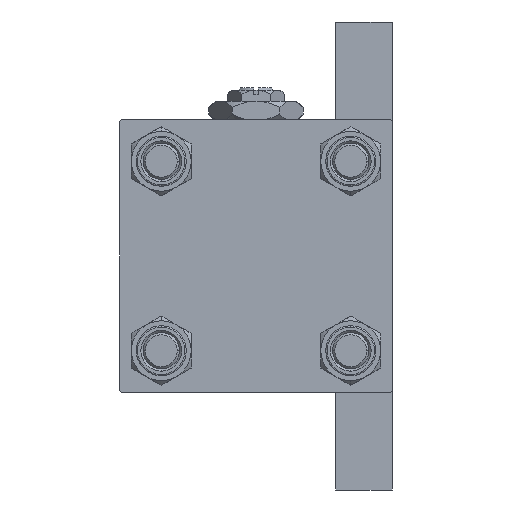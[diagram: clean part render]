
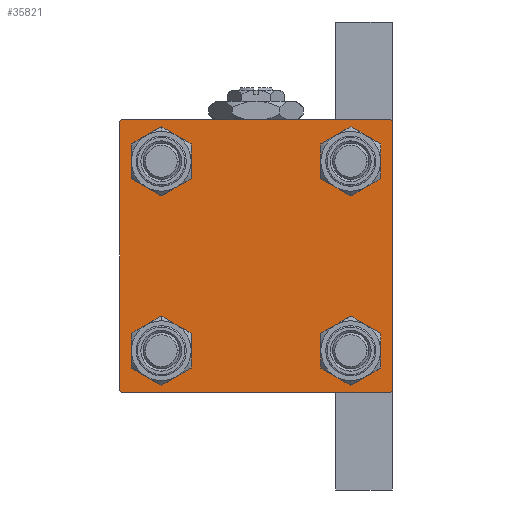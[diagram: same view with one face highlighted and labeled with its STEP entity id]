
A CAD part, left-side view. The second image highlights one B-rep face of the part: STEP entity #35821.
In plain terms, the highlighted planar face has unit normal (-1, 0, 0).
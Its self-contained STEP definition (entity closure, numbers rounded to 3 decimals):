
#171 = EDGE_CURVE ( 'NONE', #5048, #23206, #45753, .T. ) ;
#733 = DIRECTION ( 'NONE',  ( 0., 0., 1. ) ) ;
#861 = ORIENTED_EDGE ( 'NONE', *, *, #10576, .T. ) ;
#1011 = LINE ( 'NONE', #4524, #40309 ) ;
#1152 = LINE ( 'NONE', #33922, #12898 ) ;
#1595 = CARTESIAN_POINT ( 'NONE',  ( 0., 30., 30. ) ) ;
#2438 = CIRCLE ( 'NONE', #12819, 4.5 ) ;
#2463 = ORIENTED_EDGE ( 'NONE', *, *, #23856, .T. ) ;
#2815 = PLANE ( 'NONE',  #37273 ) ;
#3005 = ORIENTED_EDGE ( 'NONE', *, *, #171, .F. ) ;
#3116 = CARTESIAN_POINT ( 'NONE',  ( 0., 29.5, -30. ) ) ;
#3888 = DIRECTION ( 'NONE',  ( 0., -1., 0. ) ) ;
#4524 = CARTESIAN_POINT ( 'NONE',  ( 0., 29.75, -29.75 ) ) ;
#4839 = LINE ( 'NONE', #50118, #40237 ) ;
#5048 = VERTEX_POINT ( 'NONE', #37265 ) ;
#5551 = AXIS2_PLACEMENT_3D ( 'NONE', #25569, #34253, #13901 ) ;
#5567 = AXIS2_PLACEMENT_3D ( 'NONE', #17227, #46270, #733 ) ;
#5626 = VERTEX_POINT ( 'NONE', #29880 ) ;
#5961 = CARTESIAN_POINT ( 'NONE',  ( 0., -20.85, -20.85 ) ) ;
#5993 = DIRECTION ( 'NONE',  ( 1., 0., 0. ) ) ;
#6204 = ORIENTED_EDGE ( 'NONE', *, *, #15085, .T. ) ;
#6293 = VERTEX_POINT ( 'NONE', #48313 ) ;
#6566 = ORIENTED_EDGE ( 'NONE', *, *, #7751, .F. ) ;
#6681 = LINE ( 'NONE', #9688, #23735 ) ;
#6933 = ORIENTED_EDGE ( 'NONE', *, *, #20602, .T. ) ;
#7125 = DIRECTION ( 'NONE',  ( 1., 0., 0. ) ) ;
#7156 = ORIENTED_EDGE ( 'NONE', *, *, #52473, .T. ) ;
#7633 = EDGE_CURVE ( 'NONE', #5048, #19378, #4839, .T. ) ;
#7677 = CARTESIAN_POINT ( 'NONE',  ( 0., -30., -29.5 ) ) ;
#7714 = DIRECTION ( 'NONE',  ( 0., 0., 1. ) ) ;
#7751 = EDGE_CURVE ( 'NONE', #6293, #19378, #6681, .T. ) ;
#8103 = ORIENTED_EDGE ( 'NONE', *, *, #46535, .T. ) ;
#8326 = DIRECTION ( 'NONE',  ( 0., 0., -1. ) ) ;
#8680 = VECTOR ( 'NONE', #37021, 1000. ) ;
#9433 = DIRECTION ( 'NONE',  ( 0., 0.707, 0.707 ) ) ;
#9688 = CARTESIAN_POINT ( 'NONE',  ( 0., 30., 30. ) ) ;
#9875 = CARTESIAN_POINT ( 'NONE',  ( 0., 30., 29.5 ) ) ;
#10052 = CARTESIAN_POINT ( 'NONE',  ( 0., 20.85, -20.85 ) ) ;
#10085 = EDGE_LOOP ( 'NONE', ( #14321, #11961 ) ) ;
#10576 = EDGE_CURVE ( 'NONE', #37410, #45436, #17692, .T. ) ;
#11288 = AXIS2_PLACEMENT_3D ( 'NONE', #14978, #44821, #24176 ) ;
#11506 = CARTESIAN_POINT ( 'NONE',  ( 0., -20.85, -20.85 ) ) ;
#11918 = CARTESIAN_POINT ( 'NONE',  ( 0., -20.85, 25.35 ) ) ;
#11961 = ORIENTED_EDGE ( 'NONE', *, *, #35832, .T. ) ;
#12206 = VERTEX_POINT ( 'NONE', #46860 ) ;
#12595 = EDGE_LOOP ( 'NONE', ( #861, #29017 ) ) ;
#12644 = DIRECTION ( 'NONE',  ( 0., -0.707, -0.707 ) ) ;
#12819 = AXIS2_PLACEMENT_3D ( 'NONE', #10052, #5993, #22519 ) ;
#12898 = VECTOR ( 'NONE', #34200, 1000. ) ;
#13008 = AXIS2_PLACEMENT_3D ( 'NONE', #35326, #7125, #39411 ) ;
#13602 = AXIS2_PLACEMENT_3D ( 'NONE', #11506, #44878, #7714 ) ;
#13883 = EDGE_CURVE ( 'NONE', #45436, #37410, #42096, .T. ) ;
#13901 = DIRECTION ( 'NONE',  ( 0., 0., 1. ) ) ;
#14012 = ORIENTED_EDGE ( 'NONE', *, *, #7633, .T. ) ;
#14282 = DIRECTION ( 'NONE',  ( 0., -1., 0. ) ) ;
#14321 = ORIENTED_EDGE ( 'NONE', *, *, #18397, .T. ) ;
#14819 = VECTOR ( 'NONE', #8326, 1000. ) ;
#14978 = CARTESIAN_POINT ( 'NONE',  ( 0., 20.85, -20.85 ) ) ;
#15085 = EDGE_CURVE ( 'NONE', #37951, #12206, #35168, .T. ) ;
#15512 = FACE_BOUND ( 'NONE', #10085, .T. ) ;
#16304 = EDGE_CURVE ( 'NONE', #37785, #16598, #43061, .T. ) ;
#16598 = VERTEX_POINT ( 'NONE', #38197 ) ;
#16700 = VERTEX_POINT ( 'NONE', #22182 ) ;
#17227 = CARTESIAN_POINT ( 'NONE',  ( 0., -20.85, 20.85 ) ) ;
#17301 = DIRECTION ( 'NONE',  ( 1., 0., 0. ) ) ;
#17692 = CIRCLE ( 'NONE', #5567, 4.5 ) ;
#18020 = ORIENTED_EDGE ( 'NONE', *, *, #53118, .T. ) ;
#18397 = EDGE_CURVE ( 'NONE', #5626, #16700, #2438, .T. ) ;
#19048 = CARTESIAN_POINT ( 'NONE',  ( 0., 0., 0. ) ) ;
#19378 = VERTEX_POINT ( 'NONE', #28711 ) ;
#19856 = FACE_BOUND ( 'NONE', #12595, .T. ) ;
#20602 = EDGE_CURVE ( 'NONE', #29077, #23206, #1152, .T. ) ;
#21302 = EDGE_LOOP ( 'NONE', ( #2463, #28543 ) ) ;
#22164 = DIRECTION ( 'NONE',  ( 0., 0., -1. ) ) ;
#22182 = CARTESIAN_POINT ( 'NONE',  ( 0., 20.85, -25.35 ) ) ;
#22487 = DIRECTION ( 'NONE',  ( 1., 0., 0. ) ) ;
#22519 = DIRECTION ( 'NONE',  ( 0., 0., 1. ) ) ;
#23206 = VERTEX_POINT ( 'NONE', #7677 ) ;
#23735 = VECTOR ( 'NONE', #14282, 1000. ) ;
#23856 = EDGE_CURVE ( 'NONE', #16598, #37785, #29436, .T. ) ;
#24176 = DIRECTION ( 'NONE',  ( 0., 0., 1. ) ) ;
#24233 = EDGE_CURVE ( 'NONE', #6293, #37951, #29702, .T. ) ;
#24254 = CIRCLE ( 'NONE', #13008, 4.5 ) ;
#25569 = CARTESIAN_POINT ( 'NONE',  ( 0., 20.85, 20.85 ) ) ;
#26473 = CARTESIAN_POINT ( 'NONE',  ( 0., -20.85, -25.35 ) ) ;
#28263 = DIRECTION ( 'NONE',  ( -1., 0., 0. ) ) ;
#28543 = ORIENTED_EDGE ( 'NONE', *, *, #16304, .T. ) ;
#28711 = CARTESIAN_POINT ( 'NONE',  ( 0., -29.5, 30. ) ) ;
#29017 = ORIENTED_EDGE ( 'NONE', *, *, #13883, .T. ) ;
#29077 = VERTEX_POINT ( 'NONE', #45202 ) ;
#29148 = CARTESIAN_POINT ( 'NONE',  ( 0., 29.75, 29.75 ) ) ;
#29436 = CIRCLE ( 'NONE', #38966, 4.5 ) ;
#29458 = CARTESIAN_POINT ( 'NONE',  ( 0., 20.85, 16.35 ) ) ;
#29702 = LINE ( 'NONE', #29148, #8680 ) ;
#29879 = VECTOR ( 'NONE', #3888, 1000. ) ;
#29880 = CARTESIAN_POINT ( 'NONE',  ( 0., 20.85, -16.35 ) ) ;
#30382 = ORIENTED_EDGE ( 'NONE', *, *, #35400, .T. ) ;
#30655 = CIRCLE ( 'NONE', #5551, 4.5 ) ;
#33132 = CARTESIAN_POINT ( 'NONE',  ( 0., 30., -30. ) ) ;
#33316 = CARTESIAN_POINT ( 'NONE',  ( 0., -20.85, 20.85 ) ) ;
#33922 = CARTESIAN_POINT ( 'NONE',  ( 0., -29.75, -29.75 ) ) ;
#34200 = DIRECTION ( 'NONE',  ( 0., -0.707, 0.707 ) ) ;
#34253 = DIRECTION ( 'NONE',  ( 1., 0., 0. ) ) ;
#34310 = AXIS2_PLACEMENT_3D ( 'NONE', #33316, #17301, #42261 ) ;
#35168 = LINE ( 'NONE', #1595, #51679 ) ;
#35326 = CARTESIAN_POINT ( 'NONE',  ( 0., 20.85, 20.85 ) ) ;
#35400 = EDGE_CURVE ( 'NONE', #50870, #38638, #24254, .T. ) ;
#35821 = ADVANCED_FACE ( 'NONE', ( #19856, #36394, #15512, #39668, #52960 ), #2815, .T. ) ;
#35832 = EDGE_CURVE ( 'NONE', #16700, #5626, #51164, .T. ) ;
#36394 = FACE_BOUND ( 'NONE', #21302, .T. ) ;
#37021 = DIRECTION ( 'NONE',  ( 0., 0.707, -0.707 ) ) ;
#37265 = CARTESIAN_POINT ( 'NONE',  ( 0., -30., 29.5 ) ) ;
#37273 = AXIS2_PLACEMENT_3D ( 'NONE', #19048, #28263, #48105 ) ;
#37287 = EDGE_LOOP ( 'NONE', ( #6204, #18020, #7156, #6933, #3005, #14012, #6566, #45793 ) ) ;
#37410 = VERTEX_POINT ( 'NONE', #11918 ) ;
#37785 = VERTEX_POINT ( 'NONE', #26473 ) ;
#37951 = VERTEX_POINT ( 'NONE', #9875 ) ;
#38197 = CARTESIAN_POINT ( 'NONE',  ( 0., -20.85, -16.35 ) ) ;
#38638 = VERTEX_POINT ( 'NONE', #42233 ) ;
#38966 = AXIS2_PLACEMENT_3D ( 'NONE', #5961, #22487, #39030 ) ;
#39030 = DIRECTION ( 'NONE',  ( 0., 0., 1. ) ) ;
#39411 = DIRECTION ( 'NONE',  ( 0., 0., 1. ) ) ;
#39444 = VERTEX_POINT ( 'NONE', #3116 ) ;
#39668 = FACE_BOUND ( 'NONE', #47939, .T. ) ;
#40237 = VECTOR ( 'NONE', #9433, 1000. ) ;
#40309 = VECTOR ( 'NONE', #12644, 1000. ) ;
#42096 = CIRCLE ( 'NONE', #34310, 4.5 ) ;
#42233 = CARTESIAN_POINT ( 'NONE',  ( 0., 20.85, 25.35 ) ) ;
#42261 = DIRECTION ( 'NONE',  ( 0., 0., 1. ) ) ;
#42447 = CARTESIAN_POINT ( 'NONE',  ( 0., -20.85, 16.35 ) ) ;
#43061 = CIRCLE ( 'NONE', #13602, 4.5 ) ;
#44568 = LINE ( 'NONE', #33132, #29879 ) ;
#44821 = DIRECTION ( 'NONE',  ( 1., 0., 0. ) ) ;
#44878 = DIRECTION ( 'NONE',  ( 1., 0., 0. ) ) ;
#45202 = CARTESIAN_POINT ( 'NONE',  ( 0., -29.5, -30. ) ) ;
#45436 = VERTEX_POINT ( 'NONE', #42447 ) ;
#45753 = LINE ( 'NONE', #50104, #14819 ) ;
#45793 = ORIENTED_EDGE ( 'NONE', *, *, #24233, .T. ) ;
#46270 = DIRECTION ( 'NONE',  ( 1., 0., 0. ) ) ;
#46535 = EDGE_CURVE ( 'NONE', #38638, #50870, #30655, .T. ) ;
#46860 = CARTESIAN_POINT ( 'NONE',  ( 0., 30., -29.5 ) ) ;
#47939 = EDGE_LOOP ( 'NONE', ( #8103, #30382 ) ) ;
#48105 = DIRECTION ( 'NONE',  ( 0., 0., 1. ) ) ;
#48313 = CARTESIAN_POINT ( 'NONE',  ( 0., 29.5, 30. ) ) ;
#50104 = CARTESIAN_POINT ( 'NONE',  ( 0., -30., 30. ) ) ;
#50118 = CARTESIAN_POINT ( 'NONE',  ( 0., -29.75, 29.75 ) ) ;
#50870 = VERTEX_POINT ( 'NONE', #29458 ) ;
#51164 = CIRCLE ( 'NONE', #11288, 4.5 ) ;
#51679 = VECTOR ( 'NONE', #22164, 1000. ) ;
#52473 = EDGE_CURVE ( 'NONE', #39444, #29077, #44568, .T. ) ;
#52960 = FACE_OUTER_BOUND ( 'NONE', #37287, .T. ) ;
#53118 = EDGE_CURVE ( 'NONE', #12206, #39444, #1011, .T. ) ;
